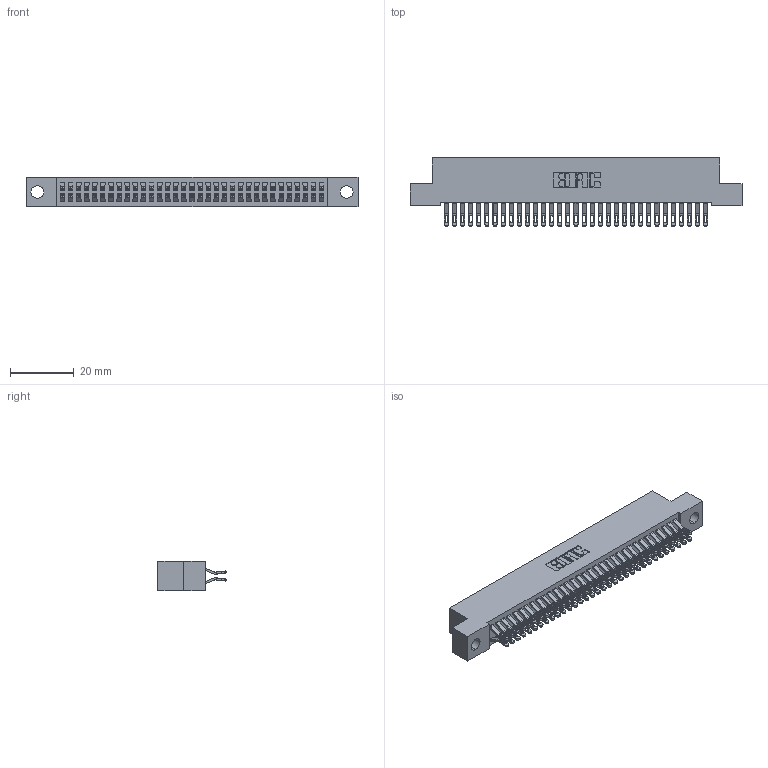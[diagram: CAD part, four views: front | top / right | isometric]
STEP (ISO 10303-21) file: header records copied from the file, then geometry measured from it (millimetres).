
FILE_DESCRIPTION (( 'STEP AP203' ), '1' );
FILE_NAME ('392-066-555-204.STEP', '2019-10-09T11:19:41', ( '' ), ( '' ), 'SwSTEP 2.0', 'SolidWorks 2016', '' );
FILE_SCHEMA (( 'CONFIG_CONTROL_DESIGN' ));
Length unit declared in the file: inch
Products named in the file (3): 342 Part_.156 TH; 345-292-001_555 Tail; 392-066-555-204
Assembly tree (67 placements, depth 2):
  392-066-555-204
    342 Part_.156 TH
    345-292-001_555 Tail  x66
Bounding box: 104.14 x 21.47 x 9.4 mm (x, y, z)
Volume: 9410.8 mm3; surface area: 15559.4 mm2
Topology: 67 solids, 67 shells, 3938 faces, 12377 edges, 8250 vertices
Faces by surface type: plane 2310, cylinder 1628
Entity records: 22591 total; most frequent: CARTESIAN_POINT 3788, ORIENTED_EDGE 3694, DIRECTION 3223, EDGE_CURVE 1847, LINE 1699, VECTOR 1699, VERTEX_POINT 1230, AXIS2_PLACEMENT_3D 762
